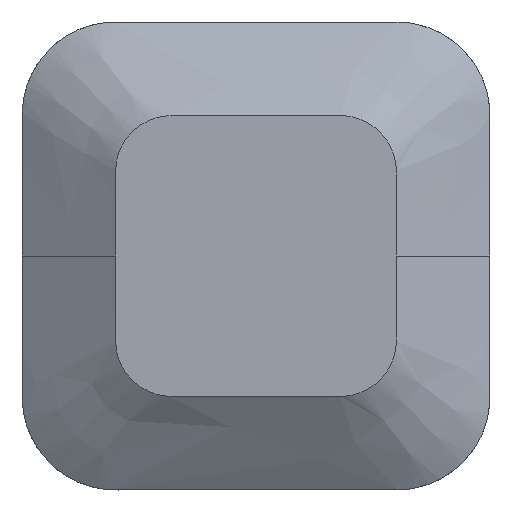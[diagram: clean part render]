
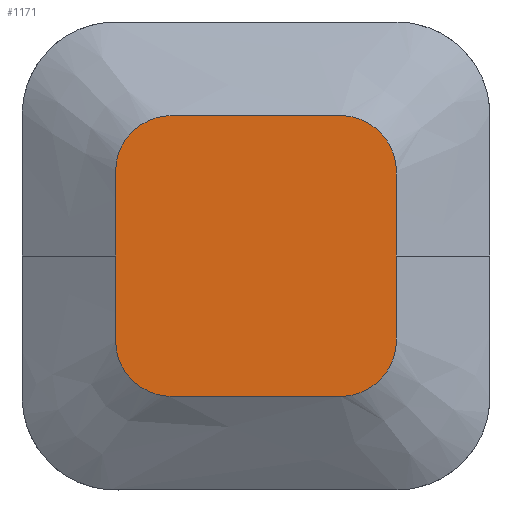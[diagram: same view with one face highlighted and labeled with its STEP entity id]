
A CAD part, front view. The second image highlights one B-rep face of the part: STEP entity #1171.
In plain terms, the highlighted planar face has unit normal (0, -1, 0).
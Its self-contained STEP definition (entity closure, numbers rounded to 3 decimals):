
#169=FACE_OUTER_BOUND('',#240,.T.);
#240=EDGE_LOOP('',(#991,#992));
#399=B_SPLINE_CURVE_WITH_KNOTS('',3,(#15621,#15622,#15623,#15624,#15625,
#15626,#15627,#15628,#15629,#15630,#15631,#15632,#15633,#15634,#15635,#15636,
#15637,#15638,#15639),.UNSPECIFIED.,.F.,.F.,(4,2,1,1,1,2,1,2,1,1,1,2,4),
(0.,0.164,0.207,0.25,0.293,0.336,
0.582,0.664,0.707,0.75,0.793,
0.836,1.),.UNSPECIFIED.);
#400=B_SPLINE_CURVE_WITH_KNOTS('',3,(#15640,#15641,#15642,#15643,#15644,
#15645,#15646,#15647,#15648,#15649,#15650,#15651,#15652,#15653,#15654,#15655,
#15656,#15657,#15658),.UNSPECIFIED.,.F.,.F.,(4,2,1,1,1,2,1,2,1,1,1,2,4),
(0.,0.164,0.207,0.25,0.293,0.336,
0.582,0.664,0.707,0.75,0.793,
0.836,1.),.UNSPECIFIED.);
#521=VERTEX_POINT('',#15619);
#522=VERTEX_POINT('',#15620);
#679=EDGE_CURVE('',#521,#522,#399,.T.);
#680=EDGE_CURVE('',#521,#522,#400,.T.);
#991=ORIENTED_EDGE('',*,*,#679,.T.);
#992=ORIENTED_EDGE('',*,*,#680,.F.);
#1134=PLANE('',#1228);
#1171=ADVANCED_FACE('',(#169),#1134,.T.);
#1228=AXIS2_PLACEMENT_3D('',#15618,#1256,#1257);
#1256=DIRECTION('center_axis',(0.,-1.,0.));
#1257=DIRECTION('ref_axis',(0.,0.,-1.));
#15618=CARTESIAN_POINT('Origin',(0.,0.,0.));
#15619=CARTESIAN_POINT('',(-22.5,0.,0.));
#15620=CARTESIAN_POINT('',(22.5,0.,0.));
#15621=CARTESIAN_POINT('Ctrl Pts',(-22.5,0.,0.));
#15622=CARTESIAN_POINT('Ctrl Pts',(-22.5,0.,-4.5));
#15623=CARTESIAN_POINT('Ctrl Pts',(-22.5,0.,-9.));
#15624=CARTESIAN_POINT('Ctrl Pts',(-22.5,0.,-14.678));
#15625=CARTESIAN_POINT('Ctrl Pts',(-22.031,0.,-17.034));
#15626=CARTESIAN_POINT('Ctrl Pts',(-20.03,0.,-20.03));
#15627=CARTESIAN_POINT('Ctrl Pts',(-17.034,0.,-22.031));
#15628=CARTESIAN_POINT('Ctrl Pts',(-14.678,0.,-22.5));
#15629=CARTESIAN_POINT('Ctrl Pts',(-6.75,0.,-22.5));
#15630=CARTESIAN_POINT('Ctrl Pts',(2.25,0.,-22.5));
#15631=CARTESIAN_POINT('Ctrl Pts',(11.25,0.,-22.5));
#15632=CARTESIAN_POINT('Ctrl Pts',(14.678,0.,-22.5));
#15633=CARTESIAN_POINT('Ctrl Pts',(17.034,0.,-22.031));
#15634=CARTESIAN_POINT('Ctrl Pts',(20.03,0.,-20.03));
#15635=CARTESIAN_POINT('Ctrl Pts',(22.031,0.,-17.034));
#15636=CARTESIAN_POINT('Ctrl Pts',(22.5,0.,-14.678));
#15637=CARTESIAN_POINT('Ctrl Pts',(22.5,0.,-9.));
#15638=CARTESIAN_POINT('Ctrl Pts',(22.5,0.,-4.5));
#15639=CARTESIAN_POINT('Ctrl Pts',(22.5,0.,0.));
#15640=CARTESIAN_POINT('Ctrl Pts',(-22.5,0.,0.));
#15641=CARTESIAN_POINT('Ctrl Pts',(-22.5,0.,4.5));
#15642=CARTESIAN_POINT('Ctrl Pts',(-22.5,0.,9.));
#15643=CARTESIAN_POINT('Ctrl Pts',(-22.5,0.,14.678));
#15644=CARTESIAN_POINT('Ctrl Pts',(-22.031,0.,17.034));
#15645=CARTESIAN_POINT('Ctrl Pts',(-20.03,0.,20.03));
#15646=CARTESIAN_POINT('Ctrl Pts',(-17.034,0.,22.031));
#15647=CARTESIAN_POINT('Ctrl Pts',(-14.678,0.,22.5));
#15648=CARTESIAN_POINT('Ctrl Pts',(-6.75,0.,22.5));
#15649=CARTESIAN_POINT('Ctrl Pts',(2.25,0.,22.5));
#15650=CARTESIAN_POINT('Ctrl Pts',(11.25,0.,22.5));
#15651=CARTESIAN_POINT('Ctrl Pts',(14.678,0.,22.5));
#15652=CARTESIAN_POINT('Ctrl Pts',(17.034,0.,22.031));
#15653=CARTESIAN_POINT('Ctrl Pts',(20.03,0.,20.03));
#15654=CARTESIAN_POINT('Ctrl Pts',(22.031,0.,17.034));
#15655=CARTESIAN_POINT('Ctrl Pts',(22.5,0.,14.678));
#15656=CARTESIAN_POINT('Ctrl Pts',(22.5,0.,9.));
#15657=CARTESIAN_POINT('Ctrl Pts',(22.5,0.,4.5));
#15658=CARTESIAN_POINT('Ctrl Pts',(22.5,0.,0.));
